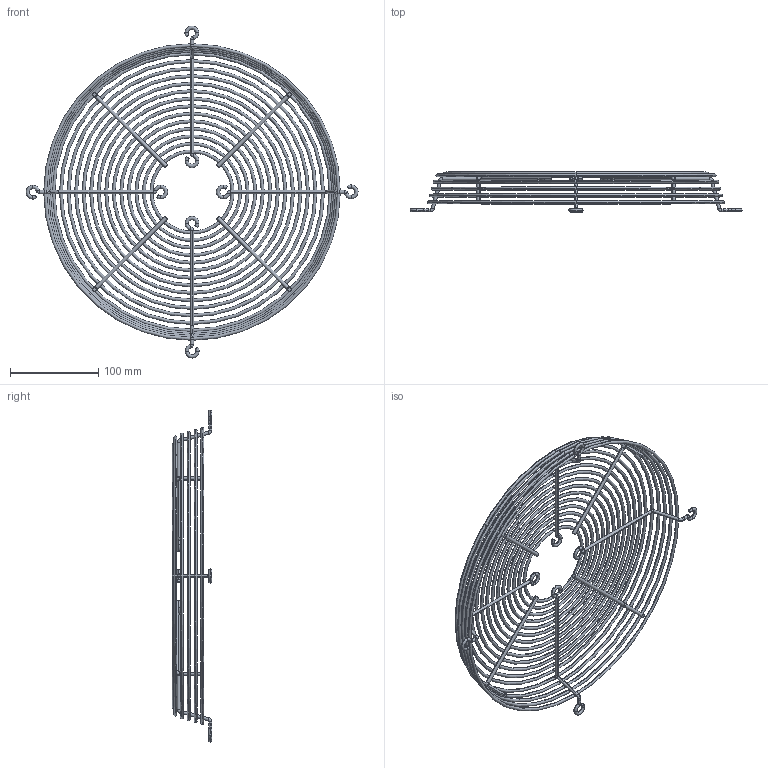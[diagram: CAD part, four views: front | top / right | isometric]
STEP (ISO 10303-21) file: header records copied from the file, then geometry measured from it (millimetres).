
FILE_DESCRIPTION (( 'STEP AP203' ), '1' );
FILE_NAME ('191U138110.STEP', '2024-12-03T15:15:48', ( '' ), ( '' ), 'SwSTEP 2.0', 'SolidWorks 2022', '' );
FILE_SCHEMA (( 'CONFIG_CONTROL_DESIGN' ));
Length unit declared in the file: millimetre
Products named in the file (4): Guarda Maya 191U138110; 191U138110; Guarda 191U138110; Guarda refuerzo 191U138110
Assembly tree (9 placements, depth 2):
  191U138110
    Guarda refuerzo 191U138110  x4
    Guarda Maya 191U138110
    Guarda 191U138110  x4
Bounding box: 375.89 x 45.22 x 375.89 mm (x, y, z)
Volume: 130377.3 mm3; surface area: 154052.7 mm2
Topology: 26 solids, 26 shells, 224 faces, 464 edges, 256 vertices
Faces by surface type: torus 160, cylinder 48, plane 16
Entity records: 3552 total; most frequent: DIRECTION 680, CARTESIAN_POINT 464, ORIENTED_EDGE 448, AXIS2_PLACEMENT_3D 334, EDGE_CURVE 224, CIRCLE 212, VERTEX_POINT 118, ADVANCED_FACE 110
